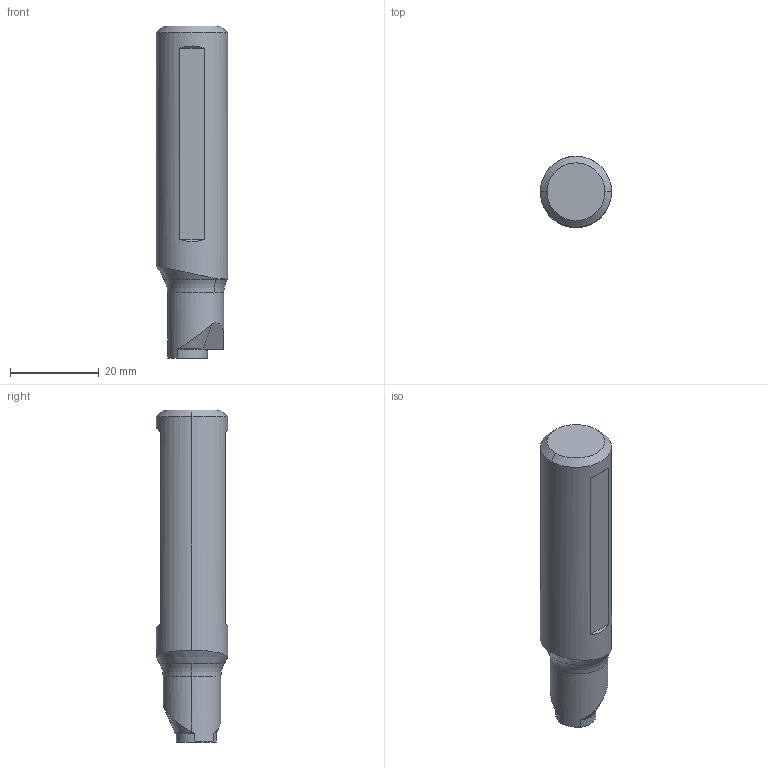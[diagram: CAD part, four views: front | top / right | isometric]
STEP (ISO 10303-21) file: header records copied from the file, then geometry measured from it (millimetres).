
FILE_DESCRIPTION(/* description */ (''),/* implementation_level */ '2;1');
FILE_NAME(/* name */ '1589459488982.stp',/* time_stamp */ '2020-05-14T18:01:46+06:00',/* author */ (''),/* organization */ ('SMS'),/* preprocessor_version */ 'ST-DEVELOPER v16.7',/* originating_system */ 'SIEMENS PLM Software NX 12.0',/* authorisation */ '');
FILE_SCHEMA (('AUTOMOTIVE_DESIGN { 1 0 10303 214 3 1 1 1 }'));
Length unit declared in the file: millimetre
Products named in the file (1): 202735751mod000_00
Bounding box: 16 x 16 x 74.7 mm (x, y, z)
Volume: 13140.3 mm3; surface area: 3790.7 mm2
Topology: 1 solids, 1 shells, 32 faces, 76 edges, 51 vertices
Faces by surface type: plane 11, cone 7, torus 6, cylinder 6, bspline 2
Entity records: 1085 total; most frequent: CARTESIAN_POINT 330, ORIENTED_EDGE 152, DIRECTION 144, EDGE_CURVE 76, AXIS2_PLACEMENT_3D 61, VERTEX_POINT 48, EDGE_LOOP 34, ADVANCED_FACE 32
